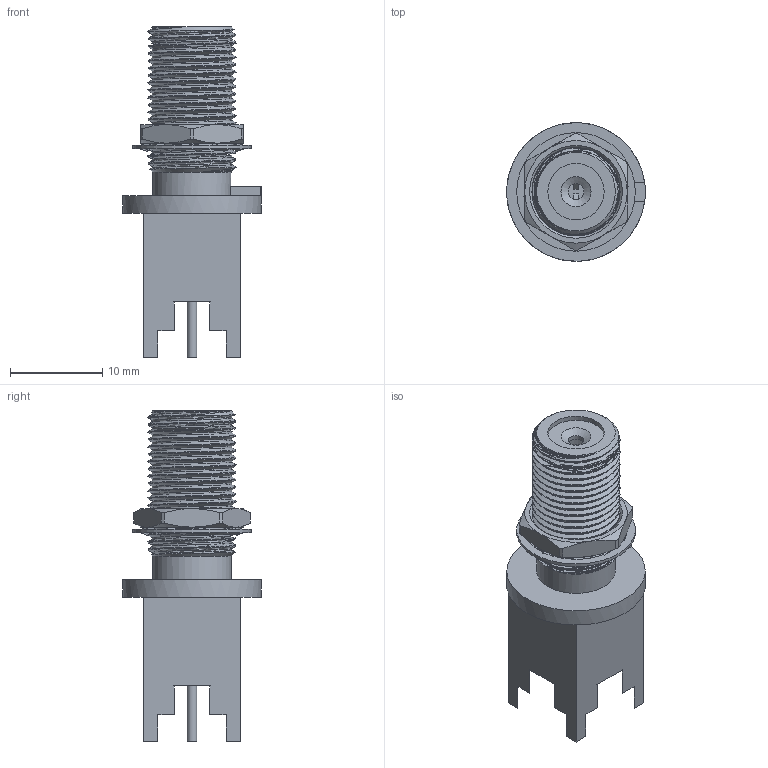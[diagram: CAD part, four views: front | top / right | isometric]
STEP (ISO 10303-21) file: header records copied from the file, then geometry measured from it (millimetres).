
FILE_DESCRIPTION (( 'STEP AP203' ), '1' );
FILE_NAME ('FMCN44212_3D.step', '2022-12-01T20:31:30', ( '' ), ( '' ), 'SwSTEP 2.0', 'SolidWorks 2021', '' );
FILE_SCHEMA (( 'CONFIG_CONTROL_DESIGN' ));
Length unit declared in the file: inch
Products named in the file (1): FMCN44212_3D
Bounding box: 15 x 15 x 35.8 mm (x, y, z)
Volume: 2320.2 mm3; surface area: 2334.2 mm2
Topology: 3 solids, 3 shells, 161 faces, 462 edges, 315 vertices
Faces by surface type: plane 52, bspline 48, cylinder 44, cone 17
Full cylindrical faces by diameter (mm): 1 x1, 1.727 x1, 4.572 x1, 6.096 x2, 8.509 x1, 12.837 x1, 15 x1
Entity records: 14410 total; most frequent: CARTESIAN_POINT 10589, ORIENTED_EDGE 882, DIRECTION 599, EDGE_CURVE 441, VERTEX_POINT 307, AXIS2_PLACEMENT_3D 217, EDGE_LOOP 186, FACE_OUTER_BOUND 169
